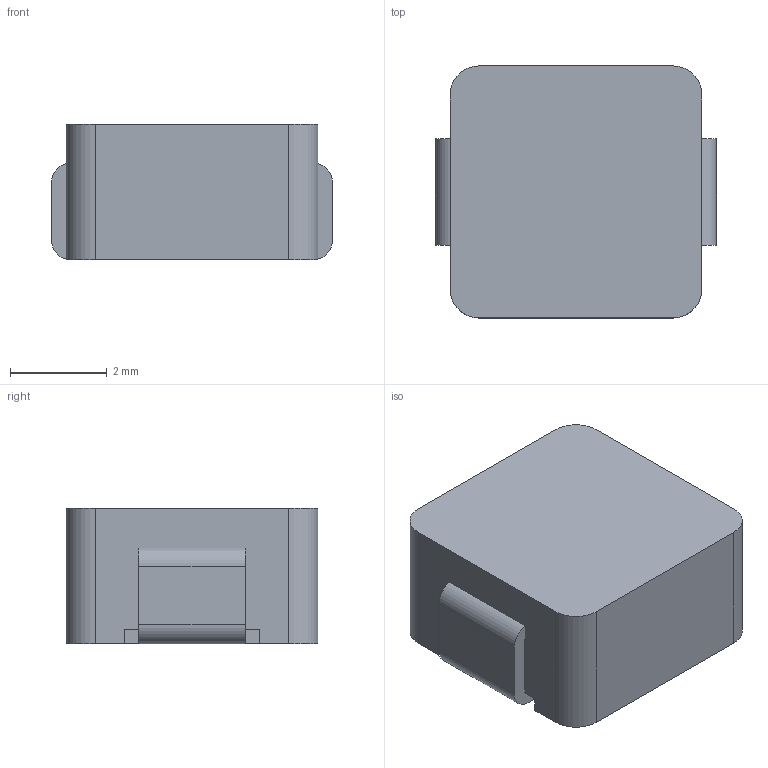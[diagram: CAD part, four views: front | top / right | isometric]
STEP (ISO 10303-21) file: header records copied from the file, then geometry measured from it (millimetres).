
FILE_DESCRIPTION (( 'STEP AP214' ), '1' );
FILE_NAME ('User Library-MWSA0503S.STEP', '2023-01-26T09:08:27', ( '' ), ( '' ), 'SwSTEP 2.0', 'SolidWorks 2022', '' );
FILE_SCHEMA (( 'AUTOMOTIVE_DESIGN' ));
Length unit declared in the file: millimetre
Products named in the file (3): User Library-MWSA0503S; MWSA0503S-HOUSE; MWSA0503S-PIN
Assembly tree (2 placements, depth 2):
  User Library-MWSA0503S
    MWSA0503S-HOUSE
    MWSA0503S-PIN
Bounding box: 5.8 x 5.2 x 2.8 mm (x, y, z)
Volume: 79.7 mm3; surface area: 167.8 mm2
Topology: 2 solids, 2 shells, 40 faces, 108 edges, 72 vertices
Faces by surface type: plane 28, cylinder 12
Entity records: 1806 total; most frequent: CARTESIAN_POINT 225, DIRECTION 222, ORIENTED_EDGE 216, EDGE_CURVE 108, VECTOR 84, LINE 84, VERTEX_POINT 72, AXIS2_PLACEMENT_3D 69
